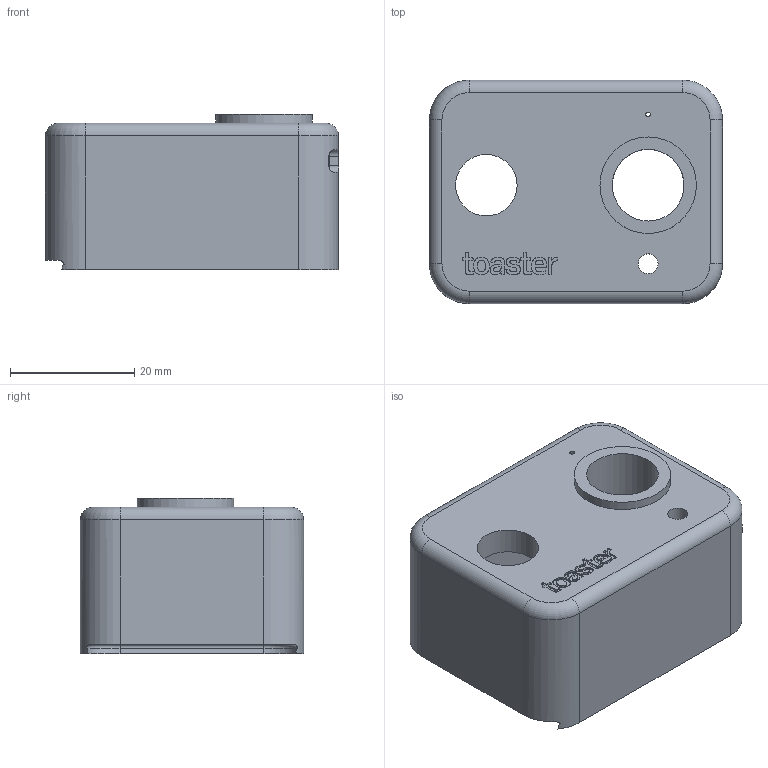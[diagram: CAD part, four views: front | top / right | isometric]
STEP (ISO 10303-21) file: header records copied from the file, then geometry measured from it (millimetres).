
FILE_DESCRIPTION(/* description */ (''),/* implementation_level */ '2;1');
FILE_NAME(/* name */ 'Front.step',/* time_stamp */ '2023-02-15T15:15:35-08:00',/* author */ (''),/* organization */ (''),/* preprocessor_version */ 'ST-DEVELOPER v19.2',/* originating_system */ 'Autodesk Translation Framework v11.17.0.187',/* authorisation */ '');
FILE_SCHEMA (('AUTOMOTIVE_DESIGN { 1 0 10303 214 3 1 1 }'));
Length unit declared in the file: millimetre
Products named in the file (1): Front
Bounding box: 47.16 x 35.95 x 25 mm (x, y, z)
Volume: 10763 mm3; surface area: 9983.9 mm2
Topology: 1 solids, 1 shells, 268 faces, 741 edges, 488 vertices
Faces by surface type: plane 101, bspline 97, cylinder 62, torus 6, cone 2
Full cylindrical faces by diameter (mm): 0.75 x1, 1.271 x3, 3.2 x1, 9.9 x1, 11.529 x1, 13.5 x1, 15.529 x1
Entity records: 9271 total; most frequent: CARTESIAN_POINT 3235, ORIENTED_EDGE 1482, DIRECTION 987, EDGE_CURVE 741, VERTEX_POINT 488, LINE 375, VECTOR 375, AXIS2_PLACEMENT_3D 306
